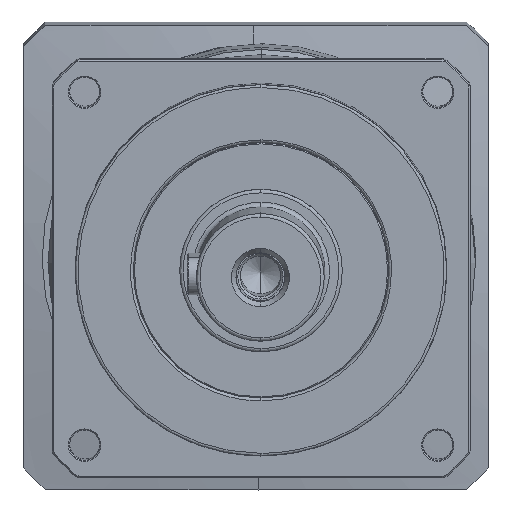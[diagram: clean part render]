
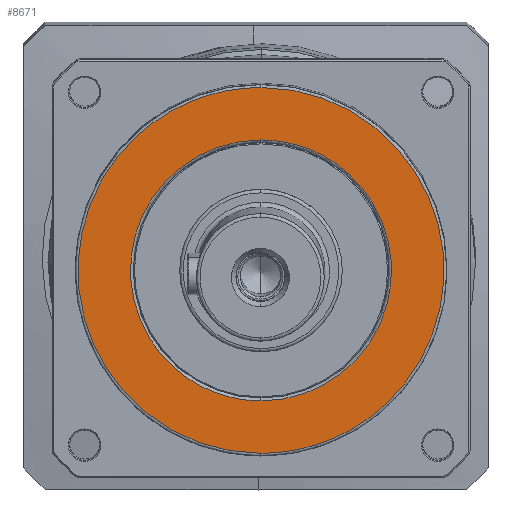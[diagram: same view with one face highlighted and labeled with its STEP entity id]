
A CAD part, left-side view. The second image highlights one B-rep face of the part: STEP entity #8671.
In plain terms, the highlighted planar face has unit normal (-0.999, 0.003, -0.036).
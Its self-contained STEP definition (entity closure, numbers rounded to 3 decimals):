
#565 = FACE_OUTER_BOUND ( 'NONE', #9154, .T. ) ;
#1890 = CARTESIAN_POINT ( 'NONE',  ( -65.661, 1634.943, -296.539 ) ) ;
#2313 = CARTESIAN_POINT ( 'NONE',  ( -64.331, 1792.543, -319.101 ) ) ;
#2354 = ORIENTED_EDGE ( 'NONE', *, *, #14968, .F. ) ;
#2550 = CARTESIAN_POINT ( 'NONE',  ( -64.851, 1634.943, -319.12 ) ) ;
#2720 =( BOUNDED_CURVE ( )  B_SPLINE_CURVE ( 3, ( #1890, #16940, #17000, #8942 ),
 .UNSPECIFIED., .F., .F. ) 
 B_SPLINE_CURVE_WITH_KNOTS ( ( 4, 4 ),
 ( 0., 1. ),
 .UNSPECIFIED. ) 
 CURVE ( )  GEOMETRIC_REPRESENTATION_ITEM ( )  RATIONAL_B_SPLINE_CURVE ( ( 1., 0.333, 0.333, 1. ) ) 
 REPRESENTATION_ITEM ( '' )  );
#3504 = CARTESIAN_POINT ( 'NONE',  ( -69.316, 1747.351, -184.189 ) ) ;
#4262 = CARTESIAN_POINT ( 'NONE',  ( -65.371, 1477.344, -319.139 ) ) ;
#4393 = EDGE_CURVE ( 'NONE', #16689, #12193, #15276, .T. ) ;
#4806 = PLANE ( 'NONE',  #6566 ) ;
#5101 = CARTESIAN_POINT ( 'NONE',  ( -70.496, 1634.943, -161.621 ) ) ;
#5494 = CARTESIAN_POINT ( 'NONE',  ( -70.496, 1634.943, -161.621 ) ) ;
#6566 = AXIS2_PLACEMENT_3D ( 'NONE', #11600, #7423, #14316 ) ;
#7423 = DIRECTION ( 'NONE',  ( 0.999, -0.003, 0.036 ) ) ;
#7613 = CARTESIAN_POINT ( 'NONE',  ( -65.661, 1634.943, -296.539 ) ) ;
#8671 = ADVANCED_FACE ( 'NONE', ( #565, #11154 ), #4806, .F. ) ;
#8942 = CARTESIAN_POINT ( 'NONE',  ( -69.687, 1634.943, -184.202 ) ) ;
#9154 = EDGE_LOOP ( 'NONE', ( #9835, #14159 ) ) ;
#9523 = CARTESIAN_POINT ( 'NONE',  ( -69.687, 1634.943, -184.202 ) ) ;
#9835 = ORIENTED_EDGE ( 'NONE', *, *, #4393, .F. ) ;
#10112 = VERTEX_POINT ( 'NONE', #9523 ) ;
#10536 = CARTESIAN_POINT ( 'NONE',  ( -69.976, 1792.543, -161.602 ) ) ;
#10926 = CARTESIAN_POINT ( 'NONE',  ( -65.661, 1634.943, -296.539 ) ) ;
#11074 = CARTESIAN_POINT ( 'NONE',  ( -71.016, 1477.344, -161.639 ) ) ;
#11154 = FACE_BOUND ( 'NONE', #15483, .T. ) ;
#11245 = EDGE_CURVE ( 'NONE', #12159, #10112, #2720, .T. ) ;
#11600 = CARTESIAN_POINT ( 'NONE',  ( -67.488, 1691.147, -240.367 ) ) ;
#11674 = CARTESIAN_POINT ( 'NONE',  ( -69.687, 1634.943, -184.202 ) ) ;
#12159 = VERTEX_POINT ( 'NONE', #10926 ) ;
#12193 = VERTEX_POINT ( 'NONE', #5494 ) ;
#12436 = CARTESIAN_POINT ( 'NONE',  ( -70.496, 1634.943, -161.621 ) ) ;
#13276 = CARTESIAN_POINT ( 'NONE',  ( -64.851, 1634.943, -319.12 ) ) ;
#13351 = EDGE_CURVE ( 'NONE', #12193, #16689, #15939, .T. ) ;
#13795 = CARTESIAN_POINT ( 'NONE',  ( -64.851, 1634.943, -319.12 ) ) ;
#14159 = ORIENTED_EDGE ( 'NONE', *, *, #13351, .F. ) ;
#14316 = DIRECTION ( 'NONE',  ( 0.036, 0., -0.999 ) ) ;
#14968 = EDGE_CURVE ( 'NONE', #10112, #12159, #15676, .T. ) ;
#15276 =( BOUNDED_CURVE ( )  B_SPLINE_CURVE ( 3, ( #13276, #2313, #10536, #5101 ),
 .UNSPECIFIED., .F., .F. ) 
 B_SPLINE_CURVE_WITH_KNOTS ( ( 4, 4 ),
 ( 0., 1. ),
 .UNSPECIFIED. ) 
 CURVE ( )  GEOMETRIC_REPRESENTATION_ITEM ( )  RATIONAL_B_SPLINE_CURVE ( ( 1., 0.333, 0.333, 1. ) ) 
 REPRESENTATION_ITEM ( '' )  );
#15483 = EDGE_LOOP ( 'NONE', ( #16768, #2354 ) ) ;
#15676 =( BOUNDED_CURVE ( )  B_SPLINE_CURVE ( 3, ( #11674, #3504, #15706, #7613 ),
 .UNSPECIFIED., .F., .F. ) 
 B_SPLINE_CURVE_WITH_KNOTS ( ( 4, 4 ),
 ( 0., 1. ),
 .UNSPECIFIED. ) 
 CURVE ( )  GEOMETRIC_REPRESENTATION_ITEM ( )  RATIONAL_B_SPLINE_CURVE ( ( 1., 0.333, 0.333, 1. ) ) 
 REPRESENTATION_ITEM ( '' )  );
#15706 = CARTESIAN_POINT ( 'NONE',  ( -65.29, 1747.351, -296.525 ) ) ;
#15939 =( BOUNDED_CURVE ( )  B_SPLINE_CURVE ( 3, ( #12436, #11074, #4262, #13795 ),
 .UNSPECIFIED., .F., .F. ) 
 B_SPLINE_CURVE_WITH_KNOTS ( ( 4, 4 ),
 ( 0., 1. ),
 .UNSPECIFIED. ) 
 CURVE ( )  GEOMETRIC_REPRESENTATION_ITEM ( )  RATIONAL_B_SPLINE_CURVE ( ( 1., 0.333, 0.333, 1. ) ) 
 REPRESENTATION_ITEM ( '' )  );
#16689 = VERTEX_POINT ( 'NONE', #2550 ) ;
#16768 = ORIENTED_EDGE ( 'NONE', *, *, #11245, .F. ) ;
#16940 = CARTESIAN_POINT ( 'NONE',  ( -66.032, 1522.535, -296.552 ) ) ;
#17000 = CARTESIAN_POINT ( 'NONE',  ( -70.058, 1522.535, -184.215 ) ) ;
